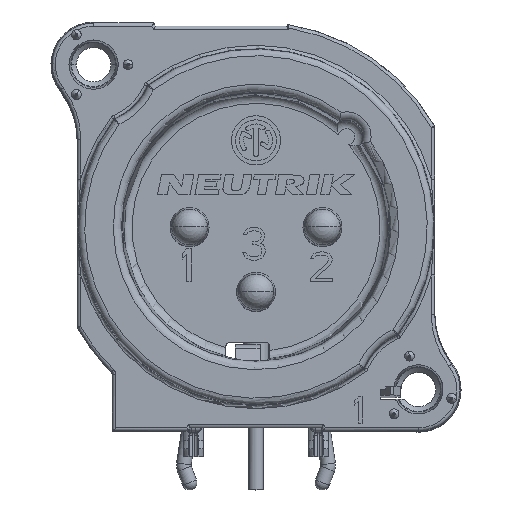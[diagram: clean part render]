
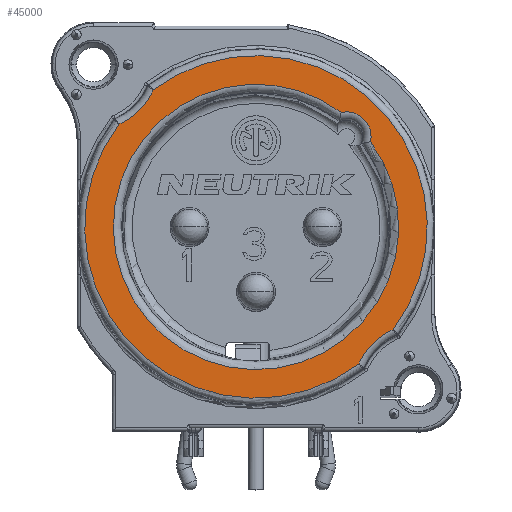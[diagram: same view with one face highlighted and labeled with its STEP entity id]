
A CAD part, top view. The second image highlights one B-rep face of the part: STEP entity #45000.
In plain terms, the highlighted planar face has unit normal (0, 0, 1).
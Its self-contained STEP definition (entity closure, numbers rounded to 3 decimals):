
#14721=CARTESIAN_POINT('',(0.,0.,3.7));
#14722=DIRECTION('',(0.,0.,-1.));
#14723=DIRECTION('',(0.802,0.597,0.));
#14724=AXIS2_PLACEMENT_3D('',#14721,#14722,#14723);
#14734=CARTESIAN_POINT('',(5.193,6.98,3.7));
#14736=CARTESIAN_POINT('',(5.515,5.515,3.7));
#14737=DIRECTION('',(0.,0.,-1.));
#14738=DIRECTION('',(-0.215,0.977,0.));
#14739=AXIS2_PLACEMENT_3D('',#14736,#14737,#14738);
#14749=CARTESIAN_POINT('',(6.98,5.193,3.7));
#14756=CARTESIAN_POINT('',(9.9,-9.9,3.7));
#14757=DIRECTION('',(0.,0.,-1.));
#14758=DIRECTION('',(-0.922,0.388,0.));
#14759=AXIS2_PLACEMENT_3D('',#14756,#14757,#14758);
#14761=CARTESIAN_POINT('',(0.,0.,3.7));
#14762=DIRECTION('',(0.,0.,-1.));
#14763=DIRECTION('',(0.599,-0.801,0.));
#14764=AXIS2_PLACEMENT_3D('',#14761,#14762,#14763);
#14766=CARTESIAN_POINT('',(-9.9,9.9,3.7));
#14767=DIRECTION('',(0.,0.,-1.));
#14768=DIRECTION('',(0.922,-0.388,0.));
#14769=AXIS2_PLACEMENT_3D('',#14766,#14767,#14768);
#14771=CARTESIAN_POINT('',(0.,0.,3.7));
#14772=DIRECTION('',(0.,0.,-1.));
#14773=DIRECTION('',(-0.599,0.801,0.));
#14774=AXIS2_PLACEMENT_3D('',#14771,#14772,#14773);
#23303=CARTESIAN_POINT('',(6.253,-8.363,3.7));
#23304=CARTESIAN_POINT('',(8.363,-6.253,3.7));
#23305=VERTEX_POINT('',#23303);
#23306=VERTEX_POINT('',#23304);
#23311=CARTESIAN_POINT('',(-8.363,6.253,3.7));
#23312=VERTEX_POINT('',#23311);
#23321=CARTESIAN_POINT('',(-6.253,8.363,3.7));
#23322=VERTEX_POINT('',#23321);
#23402=VERTEX_POINT('',#14734);
#23403=VERTEX_POINT('',#14749);
#44981=CARTESIAN_POINT('',(0.,0.,3.7));
#44982=DIRECTION('',(0.,0.,-1.));
#44983=DIRECTION('',(0.,-1.,0.));
#44984=AXIS2_PLACEMENT_3D('',#44981,#44982,#44983);
#44985=PLANE('',#44984);
#44987=ORIENTED_EDGE('',*,*,#44986,.F.);
#44989=ORIENTED_EDGE('',*,*,#44988,.T.);
#44991=ORIENTED_EDGE('',*,*,#44990,.F.);
#44993=ORIENTED_EDGE('',*,*,#44992,.T.);
#44994=EDGE_LOOP('',(#44987,#44989,#44991,#44993));
#44995=FACE_OUTER_BOUND('',#44994,.F.);
#44996=ORIENTED_EDGE('',*,*,#44973,.F.);
#44997=ORIENTED_EDGE('',*,*,#44961,.F.);
#44998=EDGE_LOOP('',(#44996,#44997));
#44999=FACE_BOUND('',#44998,.F.);
#45000=ADVANCED_FACE('',(#44995,#44999),#44985,.F.);
#14725=CIRCLE('',#14724,8.7);
#14740=CIRCLE('',#14739,1.5);
#14760=CIRCLE('',#14759,3.958);
#14765=CIRCLE('',#14764,10.442);
#14770=CIRCLE('',#14769,3.958);
#14775=CIRCLE('',#14774,10.442);
#44961=EDGE_CURVE('',#23403,#23402,#14725,.T.);
#44973=EDGE_CURVE('',#23402,#23403,#14740,.T.);
#44986=EDGE_CURVE('',#23305,#23306,#14760,.T.);
#44988=EDGE_CURVE('',#23305,#23312,#14765,.T.);
#44990=EDGE_CURVE('',#23322,#23312,#14770,.T.);
#44992=EDGE_CURVE('',#23322,#23306,#14775,.T.);
